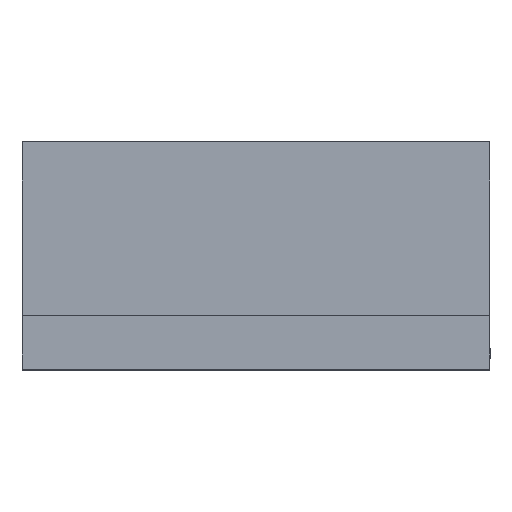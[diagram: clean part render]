
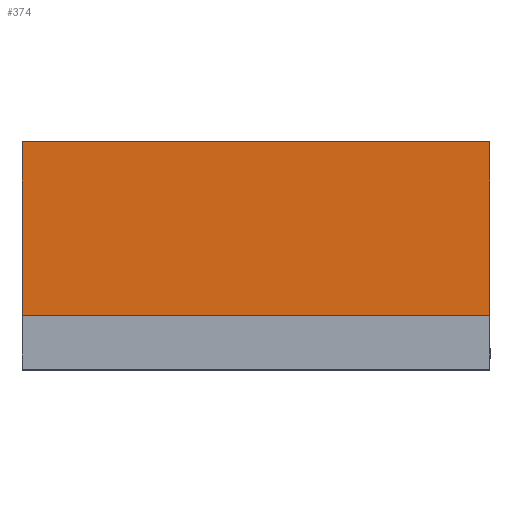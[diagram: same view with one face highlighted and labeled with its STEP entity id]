
A CAD part, top view. The second image highlights one B-rep face of the part: STEP entity #374.
In plain terms, the highlighted planar face has unit normal (0, 0, 1).
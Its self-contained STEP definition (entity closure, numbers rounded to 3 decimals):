
#3 = DIRECTION ( 'NONE',  ( -1., 0., 0. ) ) ;
#125 = ORIENTED_EDGE ( 'NONE', *, *, #2428, .F. ) ;
#166 = LINE ( 'NONE', #183, #2881 ) ;
#183 = CARTESIAN_POINT ( 'NONE',  ( 3.5, 3.4, 4.5 ) ) ;
#295 = CARTESIAN_POINT ( 'NONE',  ( 3.5, 3.4, 4.5 ) ) ;
#374 = ADVANCED_FACE ( 'NONE', ( #674 ), #1121, .F. ) ;
#397 = DIRECTION ( 'NONE',  ( 0., -1., 0. ) ) ;
#636 = EDGE_LOOP ( 'NONE', ( #798, #1880, #125, #2298 ) ) ;
#667 = VERTEX_POINT ( 'NONE', #891 ) ;
#674 = FACE_OUTER_BOUND ( 'NONE', #636, .T. ) ;
#686 = VECTOR ( 'NONE', #2712, 1000. ) ;
#798 = ORIENTED_EDGE ( 'NONE', *, *, #818, .T. ) ;
#818 = EDGE_CURVE ( 'NONE', #2912, #667, #1636, .T. ) ;
#824 = EDGE_CURVE ( 'NONE', #667, #1615, #2782, .T. ) ;
#876 = DIRECTION ( 'NONE',  ( 1., 0., 0. ) ) ;
#891 = CARTESIAN_POINT ( 'NONE',  ( -3.5, 0.8, 4.5 ) ) ;
#933 = CARTESIAN_POINT ( 'NONE',  ( 3.5, 0.8, 4.5 ) ) ;
#1038 = LINE ( 'NONE', #1573, #1241 ) ;
#1121 = PLANE ( 'NONE',  #2442 ) ;
#1235 = CARTESIAN_POINT ( 'NONE',  ( -3.5, 3.4, 4.5 ) ) ;
#1241 = VECTOR ( 'NONE', #397, 1000. ) ;
#1572 = CARTESIAN_POINT ( 'NONE',  ( -3.5, 3.4, 4.5 ) ) ;
#1573 = CARTESIAN_POINT ( 'NONE',  ( 3.5, 3.4, 4.5 ) ) ;
#1577 = EDGE_CURVE ( 'NONE', #2912, #2923, #166, .T. ) ;
#1600 = VECTOR ( 'NONE', #2056, 1000. ) ;
#1615 = VERTEX_POINT ( 'NONE', #933 ) ;
#1636 = LINE ( 'NONE', #1572, #686 ) ;
#1841 = CARTESIAN_POINT ( 'NONE',  ( 3.5, 0.8, 4.5 ) ) ;
#1880 = ORIENTED_EDGE ( 'NONE', *, *, #824, .T. ) ;
#2001 = DIRECTION ( 'NONE',  ( 0., 0., -1. ) ) ;
#2056 = DIRECTION ( 'NONE',  ( 1., 0., 0. ) ) ;
#2298 = ORIENTED_EDGE ( 'NONE', *, *, #1577, .F. ) ;
#2428 = EDGE_CURVE ( 'NONE', #2923, #1615, #1038, .T. ) ;
#2442 = AXIS2_PLACEMENT_3D ( 'NONE', #2702, #2001, #3 ) ;
#2702 = CARTESIAN_POINT ( 'NONE',  ( 3.5, 3.4, 4.5 ) ) ;
#2712 = DIRECTION ( 'NONE',  ( 0., -1., 0. ) ) ;
#2782 = LINE ( 'NONE', #1841, #1600 ) ;
#2881 = VECTOR ( 'NONE', #876, 1000. ) ;
#2912 = VERTEX_POINT ( 'NONE', #1235 ) ;
#2923 = VERTEX_POINT ( 'NONE', #295 ) ;
